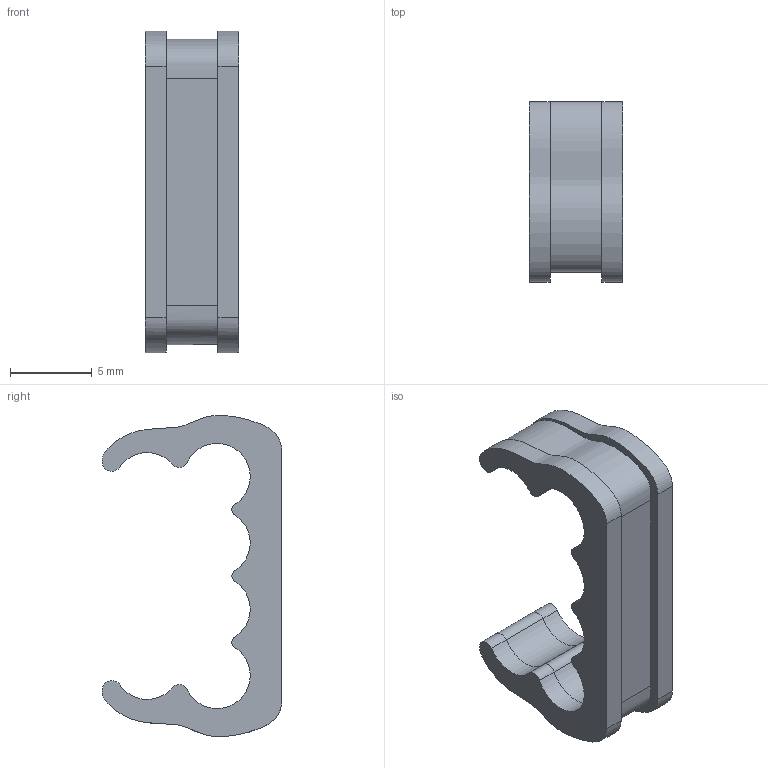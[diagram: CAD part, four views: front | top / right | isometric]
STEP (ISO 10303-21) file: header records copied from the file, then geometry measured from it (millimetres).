
FILE_DESCRIPTION(/* description */ (''),/* implementation_level */ '2;1');
FILE_NAME(/* name */ '4 wire (ziptie) v4.step',/* time_stamp */ '2020-07-04T18:36:17-07:00',/* author */ (''),/* organization */ (''),/* preprocessor_version */ 'ST-DEVELOPER v18.1',/* originating_system */ 'Autodesk Translation Framework v9.3.0.1241',/* authorisation */ '');
FILE_SCHEMA (('AUTOMOTIVE_DESIGN { 1 0 10303 214 3 1 1 }'));
Length unit declared in the file: inch
Products named in the file (4): 4 wire (ziptie); Component2; 4 wire (ht); Component1
Assembly tree (4 placements, depth 3):
  4 wire (ziptie)
    Component2  x2
    4 wire (ht)
      Component1
Bounding box: 5.71 x 11.02 x 19.68 mm (x, y, z)
Volume: 358.9 mm3; surface area: 848.7 mm2
Topology: 3 solids, 3 shells, 54 faces, 144 edges, 96 vertices
Faces by surface type: cylinder 39, plane 9, bspline 6
Entity records: 1695 total; most frequent: CARTESIAN_POINT 672, DIRECTION 220, ORIENTED_EDGE 192, EDGE_CURVE 96, AXIS2_PLACEMENT_3D 92, VERTEX_POINT 64, CIRCLE 52, FACE_OUTER_BOUND 36
